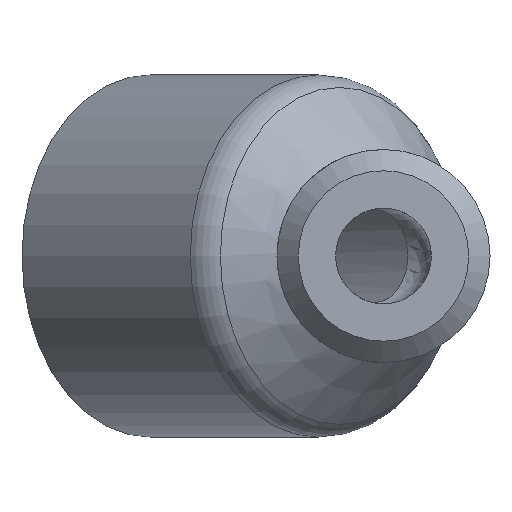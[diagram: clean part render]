
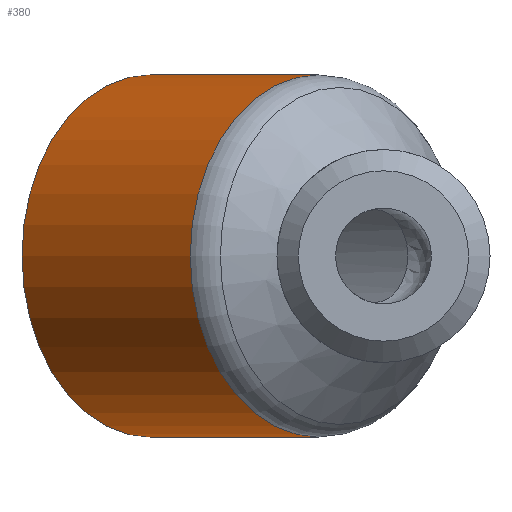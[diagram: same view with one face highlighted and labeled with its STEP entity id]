
A CAD part, front view. The second image highlights one B-rep face of the part: STEP entity #380.
In plain terms, the highlighted cylindrical face has radius 8.5 mm (diameter 17 mm), a full revolution.
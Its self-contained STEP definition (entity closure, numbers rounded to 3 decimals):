
#228=CARTESIAN_POINT('',(-10.96,22.96,8.5));
#229=VERTEX_POINT('',#228);
#230=CARTESIAN_POINT('',(-10.96,22.96,0.0));
#231=DIRECTION('',(0.707,-0.707,0.0));
#232=DIRECTION('',(0.0,0.0,-1.0));
#233=AXIS2_PLACEMENT_3D('',#230,#231,#232);
#234=CIRCLE('',#233,8.5);
#235=EDGE_CURVE('',#229,#229,#234,.T.);
#327=CARTESIAN_POINT('',(-3.061,15.061,8.5));
#328=VERTEX_POINT('',#327);
#329=CARTESIAN_POINT('',(-3.061,15.061,0.0));
#330=DIRECTION('',(0.707,-0.707,0.0));
#331=DIRECTION('',(0.0,0.0,-1.0));
#332=AXIS2_PLACEMENT_3D('',#329,#330,#331);
#333=CIRCLE('',#332,8.5);
#334=EDGE_CURVE('',#328,#328,#333,.T.);
#369=CARTESIAN_POINT('',(-10.96,22.96,0.0));
#370=DIRECTION('',(0.707,-0.707,0.0));
#371=DIRECTION('',(0.0,0.0,-1.0));
#372=AXIS2_PLACEMENT_3D('',#369,#370,#371);
#373=CYLINDRICAL_SURFACE('',#372,8.5);
#374=ORIENTED_EDGE('',*,*,#235,.T.);
#375=EDGE_LOOP('',(#374));
#376=FACE_OUTER_BOUND('',#375,.T.);
#377=ORIENTED_EDGE('',*,*,#334,.F.);
#378=EDGE_LOOP('',(#377));
#379=FACE_BOUND('',#378,.T.);
#380=ADVANCED_FACE('',(#376,#379),#373,.T.);
